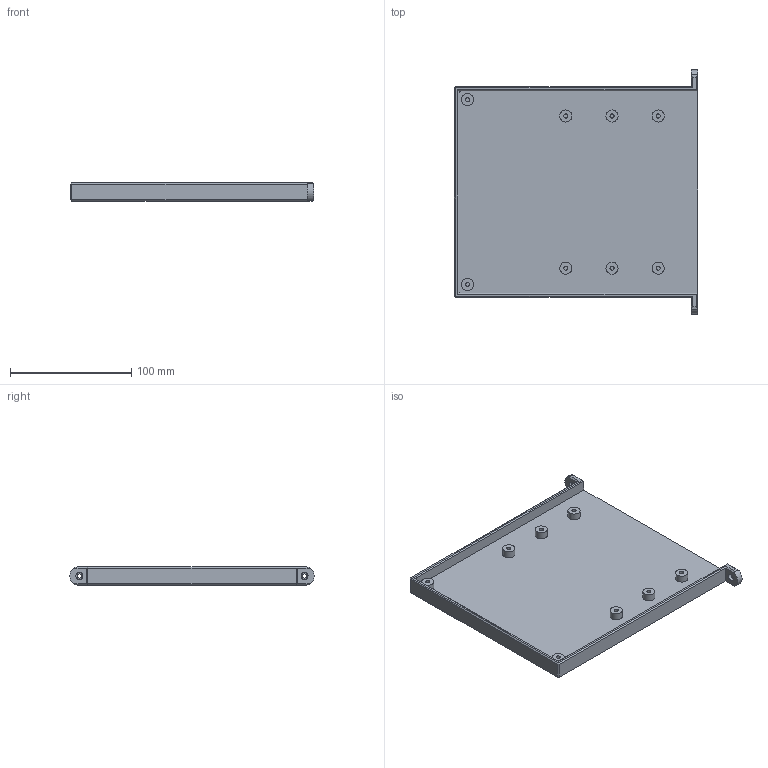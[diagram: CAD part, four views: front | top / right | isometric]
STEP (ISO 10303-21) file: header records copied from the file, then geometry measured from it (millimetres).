
FILE_DESCRIPTION(/* description */ (''),/* implementation_level */ '2;1');
FILE_NAME(/* name */ 'Loaf Box pt1.step',/* time_stamp */ '2024-12-09T11:55:44-05:00',/* author */ (''),/* organization */ (''),/* preprocessor_version */ 'ST-DEVELOPER v20',/* originating_system */ 'Autodesk Translation Framework v12.20.1.177',/* authorisation */ '');
FILE_SCHEMA (('AUTOMOTIVE_DESIGN { 1 0 10303 214 3 1 1 }'));
Length unit declared in the file: millimetre
Products named in the file (1): Loaf Box
Bounding box: 200.5 x 201.72 x 15 mm (x, y, z)
Volume: 198349.8 mm3; surface area: 86872 mm2
Topology: 1 solids, 1 shells, 78 faces, 162 edges, 104 vertices
Faces by surface type: plane 54, cylinder 24
Full cylindrical faces by diameter (mm): 3.4 x8, 3.5 x2, 5.75 x2, 10 x8
Entity records: 2109 total; most frequent: DIRECTION 378, CARTESIAN_POINT 345, ORIENTED_EDGE 324, EDGE_CURVE 162, AXIS2_PLACEMENT_3D 137, LINE 104, VECTOR 104, VERTEX_POINT 104
